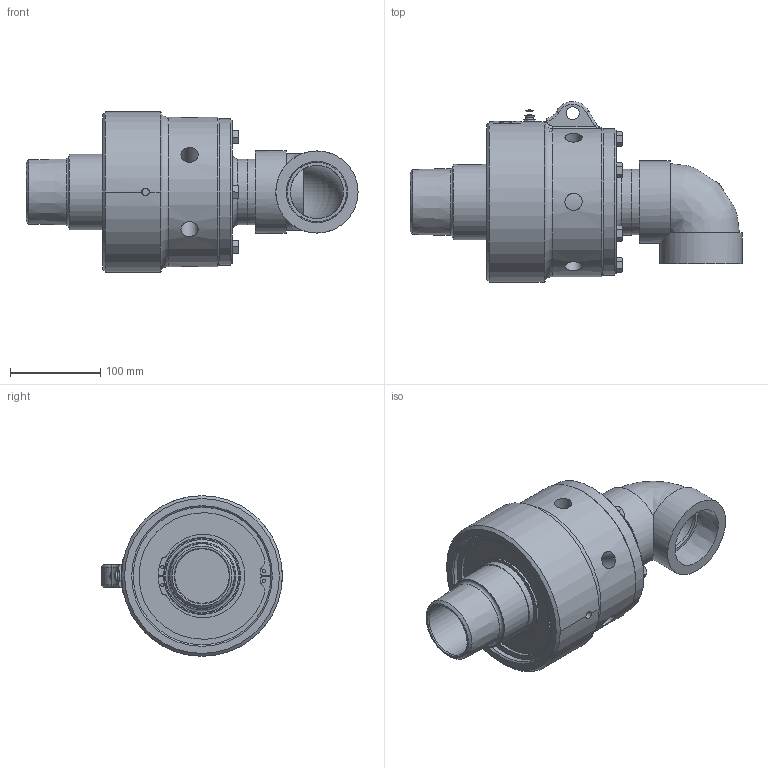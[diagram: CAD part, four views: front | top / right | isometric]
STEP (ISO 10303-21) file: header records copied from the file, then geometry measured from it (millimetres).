
FILE_DESCRIPTION(/* description */ (''),/* implementation_level */ '2;1');
FILE_NAME(/* name */ '6250-001-119-IC.stp',/* time_stamp */ '2020-05-20T16:12:25-05:00',/* author */ ('GALINDOLM'),/* organization */ (''),/* preprocessor_version */ 'ST-DEVELOPER v18',/* originating_system */ 'Autodesk Inventor 2020',/* authorisation */ '');
FILE_SCHEMA (('AUTOMOTIVE_DESIGN { 1 0 10303 214 3 1 1 }'));
Products named in the file (1): 6250-001-119-IC
Bounding box: 367.44 x 199.95 x 177.8 mm (x, y, z)
Volume: 3900270 mm3; surface area: 260190.5 mm2
Topology: 1 solids, 14 shells, 1029 faces, 2682 edges, 1775 vertices
Faces by surface type: bspline 422, plane 342, cylinder 168, cone 78, torus 18, sphere 1
Full cylindrical faces by diameter (mm): 3.5 x4, 5 x1, 7.798 x6, 7.95 x2, 9.525 x6, 10.3 x6, 14.3 x1, 19 x6, 58.928 x1, 60.3 x1, 73.025 x1, 83.3 x1, 84.96 x1, 90.932 x2, 152.4 x1, 159.26 x1, 161.9 x1
Entity records: 126052 total; most frequent: CARTESIAN_POINT 102658, ORIENTED_EDGE 5348, DIRECTION 3793, EDGE_CURVE 2674, VERTEX_POINT 1775, AXIS2_PLACEMENT_3D 1370, EDGE_LOOP 1147, LINE 1053
